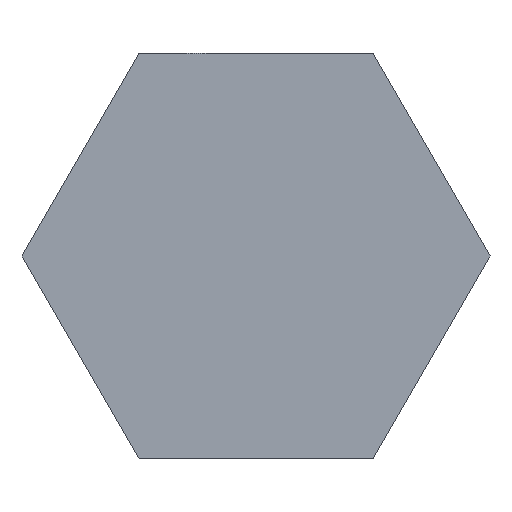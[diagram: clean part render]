
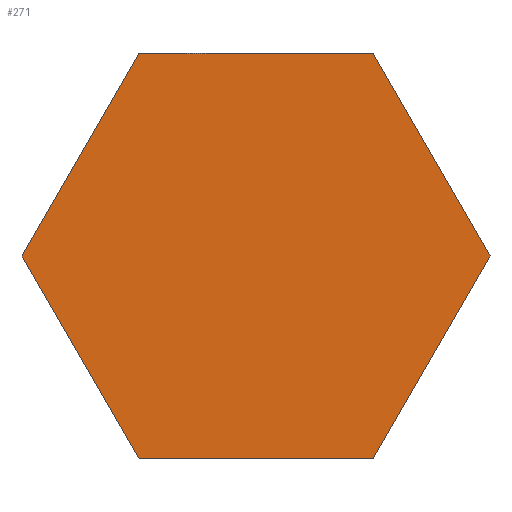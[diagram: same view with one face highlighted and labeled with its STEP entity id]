
A CAD part, front view. The second image highlights one B-rep face of the part: STEP entity #271.
In plain terms, the highlighted planar face has unit normal (0, -1, 0).
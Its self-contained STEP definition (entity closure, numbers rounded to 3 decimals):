
#2 = EDGE_CURVE ( 'NONE', #231, #120, #145, .T. ) ;
#6 = CARTESIAN_POINT ( 'NONE',  ( 7.217, 0., 12.5 ) ) ;
#37 = CARTESIAN_POINT ( 'NONE',  ( -14.434, 0., 0. ) ) ;
#38 = CARTESIAN_POINT ( 'NONE',  ( 7.217, 0., 12.5 ) ) ;
#39 = VERTEX_POINT ( 'NONE', #6 ) ;
#40 = VERTEX_POINT ( 'NONE', #170 ) ;
#42 = PLANE ( 'NONE',  #252 ) ;
#45 = DIRECTION ( 'NONE',  ( 1., 0., 0. ) ) ;
#47 = CARTESIAN_POINT ( 'NONE',  ( -14.434, 0., 0. ) ) ;
#48 = VERTEX_POINT ( 'NONE', #276 ) ;
#61 = EDGE_CURVE ( 'NONE', #40, #39, #127, .T. ) ;
#65 = VECTOR ( 'NONE', #191, 1000. ) ;
#67 = EDGE_CURVE ( 'NONE', #120, #40, #128, .T. ) ;
#79 = ORIENTED_EDGE ( 'NONE', *, *, #277, .F. ) ;
#82 = VECTOR ( 'NONE', #173, 1000. ) ;
#120 = VERTEX_POINT ( 'NONE', #37 ) ;
#127 = LINE ( 'NONE', #279, #144 ) ;
#128 = LINE ( 'NONE', #47, #82 ) ;
#134 = VECTOR ( 'NONE', #275, 1000. ) ;
#144 = VECTOR ( 'NONE', #45, 1000. ) ;
#145 = LINE ( 'NONE', #196, #65 ) ;
#146 = DIRECTION ( 'NONE',  ( 0., 0., 1. ) ) ;
#149 = EDGE_CURVE ( 'NONE', #153, #231, #155, .T. ) ;
#150 = EDGE_LOOP ( 'NONE', ( #303, #79, #209, #235, #254, #210 ) ) ;
#153 = VERTEX_POINT ( 'NONE', #261 ) ;
#155 = LINE ( 'NONE', #204, #245 ) ;
#160 = LINE ( 'NONE', #38, #134 ) ;
#169 = CARTESIAN_POINT ( 'NONE',  ( 0., 0., 0. ) ) ;
#170 = CARTESIAN_POINT ( 'NONE',  ( -7.217, 0., 12.5 ) ) ;
#173 = DIRECTION ( 'NONE',  ( 0.5, 0., 0.866 ) ) ;
#187 = CARTESIAN_POINT ( 'NONE',  ( 14.434, 0., 0. ) ) ;
#190 = LINE ( 'NONE', #187, #296 ) ;
#191 = DIRECTION ( 'NONE',  ( -0.5, 0., 0.866 ) ) ;
#196 = CARTESIAN_POINT ( 'NONE',  ( -7.217, 0., -12.5 ) ) ;
#204 = CARTESIAN_POINT ( 'NONE',  ( 7.217, 0., -12.5 ) ) ;
#209 = ORIENTED_EDGE ( 'NONE', *, *, #265, .F. ) ;
#210 = ORIENTED_EDGE ( 'NONE', *, *, #2, .F. ) ;
#220 = CARTESIAN_POINT ( 'NONE',  ( -7.217, 0., -12.5 ) ) ;
#231 = VERTEX_POINT ( 'NONE', #220 ) ;
#235 = ORIENTED_EDGE ( 'NONE', *, *, #61, .F. ) ;
#240 = DIRECTION ( 'NONE',  ( -1., 0., 0. ) ) ;
#245 = VECTOR ( 'NONE', #240, 1000. ) ;
#250 = DIRECTION ( 'NONE',  ( 0., 1., 0. ) ) ;
#252 = AXIS2_PLACEMENT_3D ( 'NONE', #169, #250, #146 ) ;
#254 = ORIENTED_EDGE ( 'NONE', *, *, #67, .F. ) ;
#261 = CARTESIAN_POINT ( 'NONE',  ( 7.217, 0., -12.5 ) ) ;
#265 = EDGE_CURVE ( 'NONE', #39, #48, #160, .T. ) ;
#271 = ADVANCED_FACE ( 'NONE', ( #295 ), #42, .F. ) ;
#275 = DIRECTION ( 'NONE',  ( 0.5, 0., -0.866 ) ) ;
#276 = CARTESIAN_POINT ( 'NONE',  ( 14.434, 0., 0. ) ) ;
#277 = EDGE_CURVE ( 'NONE', #48, #153, #190, .T. ) ;
#279 = CARTESIAN_POINT ( 'NONE',  ( -7.217, 0., 12.5 ) ) ;
#295 = FACE_OUTER_BOUND ( 'NONE', #150, .T. ) ;
#296 = VECTOR ( 'NONE', #298, 1000. ) ;
#298 = DIRECTION ( 'NONE',  ( -0.5, 0., -0.866 ) ) ;
#303 = ORIENTED_EDGE ( 'NONE', *, *, #149, .F. ) ;
